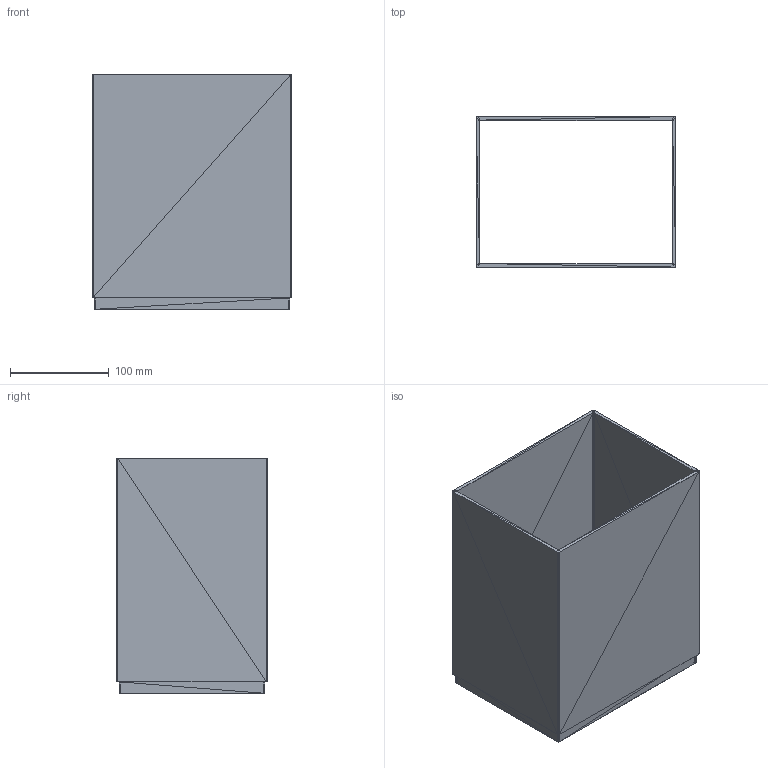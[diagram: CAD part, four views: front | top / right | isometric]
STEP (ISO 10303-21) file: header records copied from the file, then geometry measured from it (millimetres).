
FILE_DESCRIPTION(('FreeCAD Model'),'2;1');
FILE_NAME('Open CASCADE Shape Model','2024-07-22T22:09:00',('Author'),( ''),'Open CASCADE STEP processor 7.6','FreeCAD','Unknown');
FILE_SCHEMA(('AUTOMOTIVE_DESIGN { 1 0 10303 214 1 1 1 1 }'));
Length unit declared in the file: millimetre
Products named in the file (1): trashbin_middle_v006
Bounding box: 202.4 x 152.4 x 237.4 mm (x, y, z)
Surface area: 333886.9 mm2 (no closed solid volume)
Topology: 0 solids, 624 shells, 624 faces, 1872 edges, 1872 vertices
Faces by surface type: plane 624
Entity records: 26851 total; most frequent: CARTESIAN_POINT 4369, DIRECTION 3122, ORIENTED_EDGE 1872, EDGE_CURVE 1872, VERTEX_POINT 1872, LINE 1872, VECTOR 1872, AXIS2_PLACEMENT_3D 625
